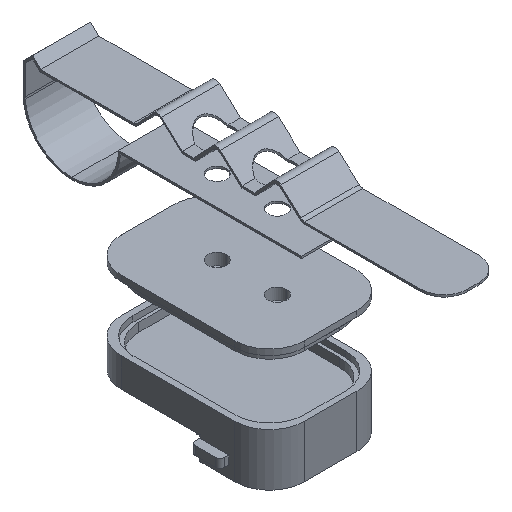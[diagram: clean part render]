
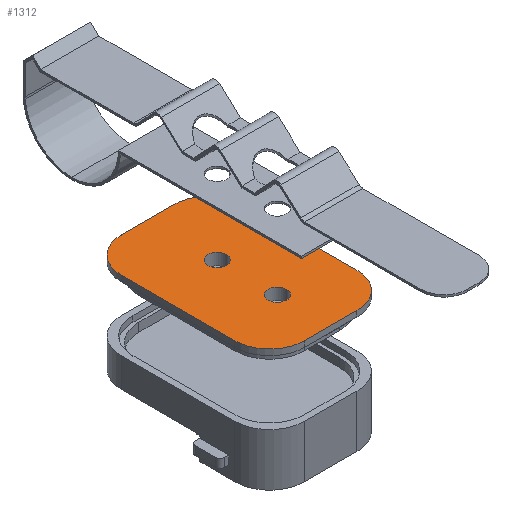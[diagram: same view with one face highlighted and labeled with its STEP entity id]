
A CAD part, isometric view. The second image highlights one B-rep face of the part: STEP entity #1312.
In plain terms, the highlighted planar face has unit normal (0, 0, 1).
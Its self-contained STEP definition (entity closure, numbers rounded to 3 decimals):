
#16 = AXIS2_PLACEMENT_3D ( 'NONE', #2716, #18, #1187 ) ;
#17 = ORIENTED_EDGE ( 'NONE', *, *, #5507, .T. ) ;
#18 = DIRECTION ( 'NONE',  ( 0., 0., 1. ) ) ;
#35 = DIRECTION ( 'NONE',  ( -1., 0., 0. ) ) ;
#148 = AXIS2_PLACEMENT_3D ( 'NONE', #4416, #6568, #1761 ) ;
#178 = CARTESIAN_POINT ( 'NONE',  ( 9., -31.5, 34. ) ) ;
#325 = CARTESIAN_POINT ( 'NONE',  ( -21., 31.5, 34. ) ) ;
#436 = LINE ( 'NONE', #2530, #3178 ) ;
#541 = EDGE_CURVE ( 'NONE', #5688, #1524, #1534, .T. ) ;
#664 = VERTEX_POINT ( 'NONE', #2758 ) ;
#740 = ORIENTED_EDGE ( 'NONE', *, *, #2964, .F. ) ;
#768 = DIRECTION ( 'NONE',  ( -1., 0., 0. ) ) ;
#809 = ORIENTED_EDGE ( 'NONE', *, *, #3248, .T. ) ;
#991 = DIRECTION ( 'NONE',  ( 1., 0., 0. ) ) ;
#1019 = LINE ( 'NONE', #5748, #2162 ) ;
#1048 = CIRCLE ( 'NONE', #4960, 12. ) ;
#1187 = DIRECTION ( 'NONE',  ( -1., 0., 0. ) ) ;
#1312 = ADVANCED_FACE ( 'NONE', ( #2669, #4684, #3162 ), #2636, .F. ) ;
#1368 = ORIENTED_EDGE ( 'NONE', *, *, #4128, .T. ) ;
#1377 = DIRECTION ( 'NONE',  ( -1., 0., 0. ) ) ;
#1411 = CARTESIAN_POINT ( 'NONE',  ( -9., -31.5, 34. ) ) ;
#1480 = CARTESIAN_POINT ( 'NONE',  ( -3.2, -13.112, 34. ) ) ;
#1524 = VERTEX_POINT ( 'NONE', #1666 ) ;
#1534 = CIRCLE ( 'NONE', #2196, 12. ) ;
#1539 = EDGE_CURVE ( 'NONE', #6306, #5371, #1693, .T. ) ;
#1595 = CIRCLE ( 'NONE', #16, 12. ) ;
#1600 = ORIENTED_EDGE ( 'NONE', *, *, #3404, .T. ) ;
#1666 = CARTESIAN_POINT ( 'NONE',  ( -21., 19.5, 34. ) ) ;
#1684 = ORIENTED_EDGE ( 'NONE', *, *, #3200, .F. ) ;
#1693 = LINE ( 'NONE', #3816, #2427 ) ;
#1715 = AXIS2_PLACEMENT_3D ( 'NONE', #5823, #2137, #5854 ) ;
#1761 = DIRECTION ( 'NONE',  ( 1., 0., 0. ) ) ;
#1842 = VECTOR ( 'NONE', #3581, 1000. ) ;
#1863 = EDGE_LOOP ( 'NONE', ( #1368, #809, #6213, #17, #5775, #2577, #1600, #6800 ) ) ;
#2059 = VERTEX_POINT ( 'NONE', #4020 ) ;
#2137 = DIRECTION ( 'NONE',  ( 0., 0., 1. ) ) ;
#2162 = VECTOR ( 'NONE', #3650, 1000. ) ;
#2196 = AXIS2_PLACEMENT_3D ( 'NONE', #5606, #3511, #1377 ) ;
#2266 = EDGE_CURVE ( 'NONE', #5768, #2059, #4622, .T. ) ;
#2351 = EDGE_CURVE ( 'NONE', #6810, #4554, #1595, .T. ) ;
#2408 = EDGE_CURVE ( 'NONE', #5435, #664, #6407, .T. ) ;
#2427 = VECTOR ( 'NONE', #5962, 1000. ) ;
#2530 = CARTESIAN_POINT ( 'NONE',  ( -21., -31.5, 34. ) ) ;
#2543 = AXIS2_PLACEMENT_3D ( 'NONE', #6435, #5898, #3105 ) ;
#2577 = ORIENTED_EDGE ( 'NONE', *, *, #541, .T. ) ;
#2636 = PLANE ( 'NONE',  #2543 ) ;
#2669 = FACE_BOUND ( 'NONE', #3734, .T. ) ;
#2692 = CARTESIAN_POINT ( 'NONE',  ( 21., 19.5, 34. ) ) ;
#2716 = CARTESIAN_POINT ( 'NONE',  ( -9., -19.5, 34. ) ) ;
#2758 = CARTESIAN_POINT ( 'NONE',  ( -3.2, 7.556, 34. ) ) ;
#2964 = EDGE_CURVE ( 'NONE', #2059, #5768, #3730, .T. ) ;
#3035 = ORIENTED_EDGE ( 'NONE', *, *, #2266, .F. ) ;
#3105 = DIRECTION ( 'NONE',  ( -1., 0., 0. ) ) ;
#3162 = FACE_OUTER_BOUND ( 'NONE', #1863, .T. ) ;
#3178 = VECTOR ( 'NONE', #6814, 1000. ) ;
#3200 = EDGE_CURVE ( 'NONE', #664, #5435, #6646, .T. ) ;
#3220 = DIRECTION ( 'NONE',  ( 0., 0., 1. ) ) ;
#3248 = EDGE_CURVE ( 'NONE', #5548, #6306, #1048, .T. ) ;
#3404 = EDGE_CURVE ( 'NONE', #1524, #6810, #1019, .T. ) ;
#3453 = DIRECTION ( 'NONE',  ( 1., 0., 0. ) ) ;
#3511 = DIRECTION ( 'NONE',  ( 0., 0., 1. ) ) ;
#3578 = CARTESIAN_POINT ( 'NONE',  ( 9., -19.5, 34. ) ) ;
#3581 = DIRECTION ( 'NONE',  ( -1., 0., 0. ) ) ;
#3648 = CARTESIAN_POINT ( 'NONE',  ( 0., -13.112, 34. ) ) ;
#3650 = DIRECTION ( 'NONE',  ( 0., -1., 0. ) ) ;
#3730 = CIRCLE ( 'NONE', #1715, 3.2 ) ;
#3734 = EDGE_LOOP ( 'NONE', ( #6835, #1684 ) ) ;
#3751 = CARTESIAN_POINT ( 'NONE',  ( 9., 19.5, 34. ) ) ;
#3816 = CARTESIAN_POINT ( 'NONE',  ( 21., -31.5, 34. ) ) ;
#4020 = CARTESIAN_POINT ( 'NONE',  ( 3.2, -13.112, 34. ) ) ;
#4023 = CARTESIAN_POINT ( 'NONE',  ( -9., 31.5, 34. ) ) ;
#4128 = EDGE_CURVE ( 'NONE', #4554, #5548, #436, .T. ) ;
#4367 = CARTESIAN_POINT ( 'NONE',  ( 0., 7.556, 34. ) ) ;
#4416 = CARTESIAN_POINT ( 'NONE',  ( 0., 7.556, 34. ) ) ;
#4441 = EDGE_LOOP ( 'NONE', ( #740, #3035 ) ) ;
#4454 = CARTESIAN_POINT ( 'NONE',  ( 9., 31.5, 34. ) ) ;
#4486 = CARTESIAN_POINT ( 'NONE',  ( -21., -19.5, 34. ) ) ;
#4554 = VERTEX_POINT ( 'NONE', #1411 ) ;
#4622 = CIRCLE ( 'NONE', #6637, 3.2 ) ;
#4684 = FACE_BOUND ( 'NONE', #4441, .T. ) ;
#4728 = AXIS2_PLACEMENT_3D ( 'NONE', #4367, #6510, #3453 ) ;
#4731 = LINE ( 'NONE', #325, #1842 ) ;
#4960 = AXIS2_PLACEMENT_3D ( 'NONE', #3578, #5568, #768 ) ;
#5316 = CARTESIAN_POINT ( 'NONE',  ( 21., -19.5, 34. ) ) ;
#5371 = VERTEX_POINT ( 'NONE', #2692 ) ;
#5430 = CARTESIAN_POINT ( 'NONE',  ( 3.2, 7.556, 34. ) ) ;
#5435 = VERTEX_POINT ( 'NONE', #5430 ) ;
#5507 = EDGE_CURVE ( 'NONE', #5371, #5639, #5522, .T. ) ;
#5522 = CIRCLE ( 'NONE', #6537, 12. ) ;
#5548 = VERTEX_POINT ( 'NONE', #178 ) ;
#5568 = DIRECTION ( 'NONE',  ( 0., 0., 1. ) ) ;
#5606 = CARTESIAN_POINT ( 'NONE',  ( -9., 19.5, 34. ) ) ;
#5639 = VERTEX_POINT ( 'NONE', #4454 ) ;
#5688 = VERTEX_POINT ( 'NONE', #4023 ) ;
#5748 = CARTESIAN_POINT ( 'NONE',  ( -21., -31.5, 34. ) ) ;
#5768 = VERTEX_POINT ( 'NONE', #1480 ) ;
#5775 = ORIENTED_EDGE ( 'NONE', *, *, #6927, .T. ) ;
#5785 = DIRECTION ( 'NONE',  ( 0., 0., 1. ) ) ;
#5823 = CARTESIAN_POINT ( 'NONE',  ( 0., -13.112, 34. ) ) ;
#5854 = DIRECTION ( 'NONE',  ( 1., 0., 0. ) ) ;
#5898 = DIRECTION ( 'NONE',  ( 0., 0., -1. ) ) ;
#5962 = DIRECTION ( 'NONE',  ( 0., 1., 0. ) ) ;
#6213 = ORIENTED_EDGE ( 'NONE', *, *, #1539, .T. ) ;
#6306 = VERTEX_POINT ( 'NONE', #5316 ) ;
#6407 = CIRCLE ( 'NONE', #4728, 3.2 ) ;
#6435 = CARTESIAN_POINT ( 'NONE',  ( 0., 0., 34. ) ) ;
#6510 = DIRECTION ( 'NONE',  ( 0., 0., 1. ) ) ;
#6537 = AXIS2_PLACEMENT_3D ( 'NONE', #3751, #3220, #35 ) ;
#6568 = DIRECTION ( 'NONE',  ( 0., 0., 1. ) ) ;
#6637 = AXIS2_PLACEMENT_3D ( 'NONE', #3648, #5785, #991 ) ;
#6646 = CIRCLE ( 'NONE', #148, 3.2 ) ;
#6800 = ORIENTED_EDGE ( 'NONE', *, *, #2351, .T. ) ;
#6810 = VERTEX_POINT ( 'NONE', #4486 ) ;
#6814 = DIRECTION ( 'NONE',  ( 1., 0., 0. ) ) ;
#6835 = ORIENTED_EDGE ( 'NONE', *, *, #2408, .F. ) ;
#6927 = EDGE_CURVE ( 'NONE', #5639, #5688, #4731, .T. ) ;
